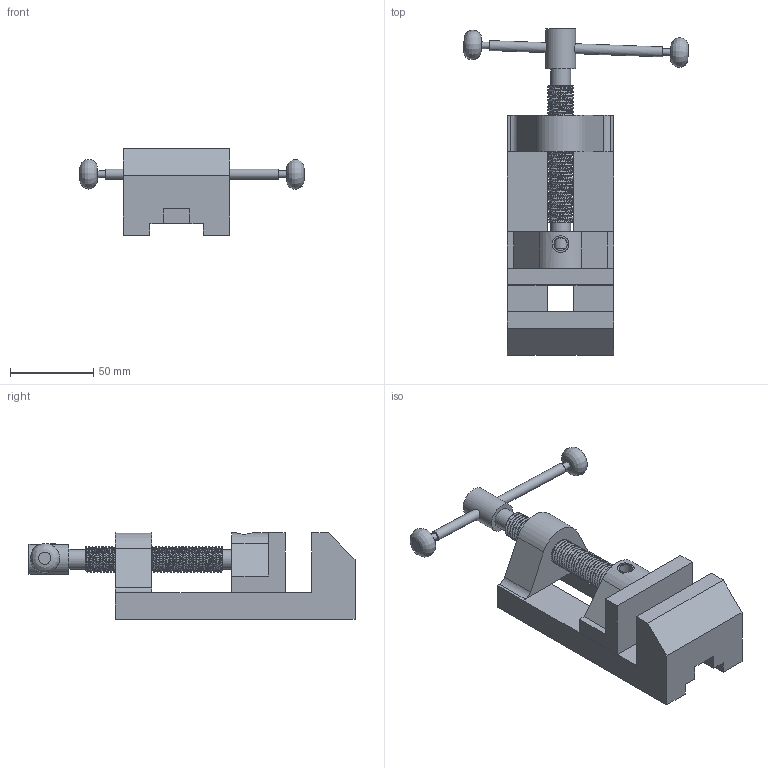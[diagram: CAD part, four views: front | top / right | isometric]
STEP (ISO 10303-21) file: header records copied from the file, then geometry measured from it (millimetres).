
FILE_DESCRIPTION(/* description */ (''),/* implementation_level */ '2;1');
FILE_NAME(/* name */ 'model1.step',/* time_stamp */ '2024-07-15T18:33:31+05:30',/* author */ (''),/* organization */ (''),/* preprocessor_version */ 'ST-DEVELOPER v20',/* originating_system */ 'Autodesk Translation Framework v13.14.0.145',/* authorisation */ '');
FILE_SCHEMA (('AUTOMOTIVE_DESIGN { 1 0 10303 214 3 1 1 }'));
Length unit declared in the file: millimetre
Products named in the file (7): WEEK 5; VISE JAW; JAW SCREW; BASE; BAR GLOBE (1); BAR GLOBE (1) (1); Component7
Assembly tree (6 placements, depth 2):
  WEEK 5
    VISE JAW
    JAW SCREW
    BASE
    BAR GLOBE (1)
    BAR GLOBE (1) (1)
    Component7
Bounding box: 134.95 x 195.78 x 52 mm (x, y, z)
Volume: 259064.1 mm3; surface area: 61863.6 mm2
Topology: 6 solids, 6 shells, 167 faces, 436 edges, 290 vertices
Faces by surface type: cylinder 103, plane 60, bspline 4
Full cylindrical faces by diameter (mm): 4 x4, 6 x2, 8 x2, 10 x1, 12 x4, 13.534 x40, 15.822 x40, 16 x1, 18 x1
Entity records: 14396 total; most frequent: CARTESIAN_POINT 10352, ORIENTED_EDGE 872, DIRECTION 654, EDGE_CURVE 436, VERTEX_POINT 290, AXIS2_PLACEMENT_3D 222, LINE 210, VECTOR 210
